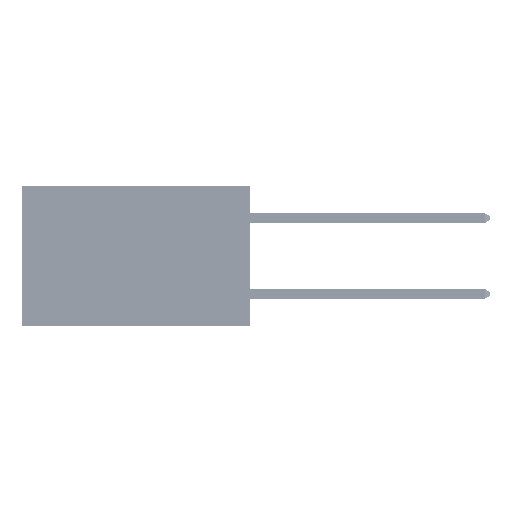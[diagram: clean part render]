
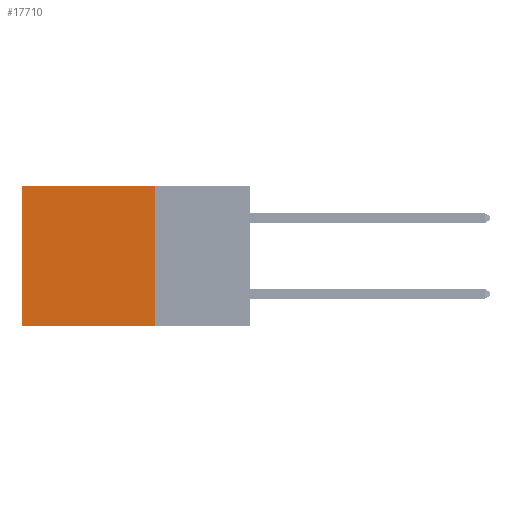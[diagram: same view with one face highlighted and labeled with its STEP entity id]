
A CAD part, left-side view. The second image highlights one B-rep face of the part: STEP entity #17710.
In plain terms, the highlighted planar face has unit normal (-1, 0, 0).
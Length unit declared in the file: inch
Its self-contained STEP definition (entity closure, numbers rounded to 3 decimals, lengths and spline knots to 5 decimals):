
#71 = ORIENTED_EDGE ( 'NONE', *, *, #19752, .F. ) ;
#2806 = CARTESIAN_POINT ( 'NONE',  ( 0.2875, 0.25, 0. ) ) ;
#4776 = CARTESIAN_POINT ( 'NONE',  ( 0.2875, 0.25, 0. ) ) ;
#4953 = LINE ( 'NONE', #16194, #8096 ) ;
#5792 = DIRECTION ( 'NONE',  ( 0., 0., -1. ) ) ;
#5888 = CARTESIAN_POINT ( 'NONE',  ( 0.2875, 0.25, 0. ) ) ;
#8096 = VECTOR ( 'NONE', #20382, 39.37008 ) ;
#8641 = VECTOR ( 'NONE', #32189, 39.37008 ) ;
#8928 = CARTESIAN_POINT ( 'NONE',  ( 0.2875, 0.25, 0. ) ) ;
#10128 = EDGE_CURVE ( 'NONE', #46185, #12069, #4953, .T. ) ;
#11370 = ORIENTED_EDGE ( 'NONE', *, *, #12818, .T. ) ;
#12069 = VERTEX_POINT ( 'NONE', #50065 ) ;
#12818 = EDGE_CURVE ( 'NONE', #47273, #19712, #23846, .T. ) ;
#13014 = EDGE_CURVE ( 'NONE', #19712, #12069, #25640, .T. ) ;
#16194 = CARTESIAN_POINT ( 'NONE',  ( 0.2875, 0.25, -0.37 ) ) ;
#17285 = CARTESIAN_POINT ( 'NONE',  ( 0.2875, 0.6, 0. ) ) ;
#17710 = ADVANCED_FACE ( 'NONE', ( #34340 ), #21570, .F. ) ;
#19712 = VERTEX_POINT ( 'NONE', #29035 ) ;
#19752 = EDGE_CURVE ( 'NONE', #47273, #46185, #48648, .T. ) ;
#20382 = DIRECTION ( 'NONE',  ( 0., 1., 0. ) ) ;
#21570 = PLANE ( 'NONE',  #44374 ) ;
#23846 = LINE ( 'NONE', #4776, #32462 ) ;
#25640 = LINE ( 'NONE', #17285, #40778 ) ;
#28384 = CARTESIAN_POINT ( 'NONE',  ( 0.2875, 0.25, -0.37 ) ) ;
#29035 = CARTESIAN_POINT ( 'NONE',  ( 0.2875, 0.6, 0. ) ) ;
#32189 = DIRECTION ( 'NONE',  ( 0., 0., -1. ) ) ;
#32462 = VECTOR ( 'NONE', #39789, 39.37008 ) ;
#33565 = DIRECTION ( 'NONE',  ( 0., 0., -1. ) ) ;
#33863 = ORIENTED_EDGE ( 'NONE', *, *, #10128, .F. ) ;
#34340 = FACE_OUTER_BOUND ( 'NONE', #40723, .T. ) ;
#37494 = DIRECTION ( 'NONE',  ( 1., 0., 0. ) ) ;
#39789 = DIRECTION ( 'NONE',  ( 0., 1., 0. ) ) ;
#40723 = EDGE_LOOP ( 'NONE', ( #45804, #33863, #71, #11370 ) ) ;
#40778 = VECTOR ( 'NONE', #5792, 39.37008 ) ;
#44374 = AXIS2_PLACEMENT_3D ( 'NONE', #5888, #37494, #33565 ) ;
#45804 = ORIENTED_EDGE ( 'NONE', *, *, #13014, .T. ) ;
#46185 = VERTEX_POINT ( 'NONE', #28384 ) ;
#47273 = VERTEX_POINT ( 'NONE', #2806 ) ;
#48648 = LINE ( 'NONE', #8928, #8641 ) ;
#50065 = CARTESIAN_POINT ( 'NONE',  ( 0.2875, 0.6, -0.37 ) ) ;
